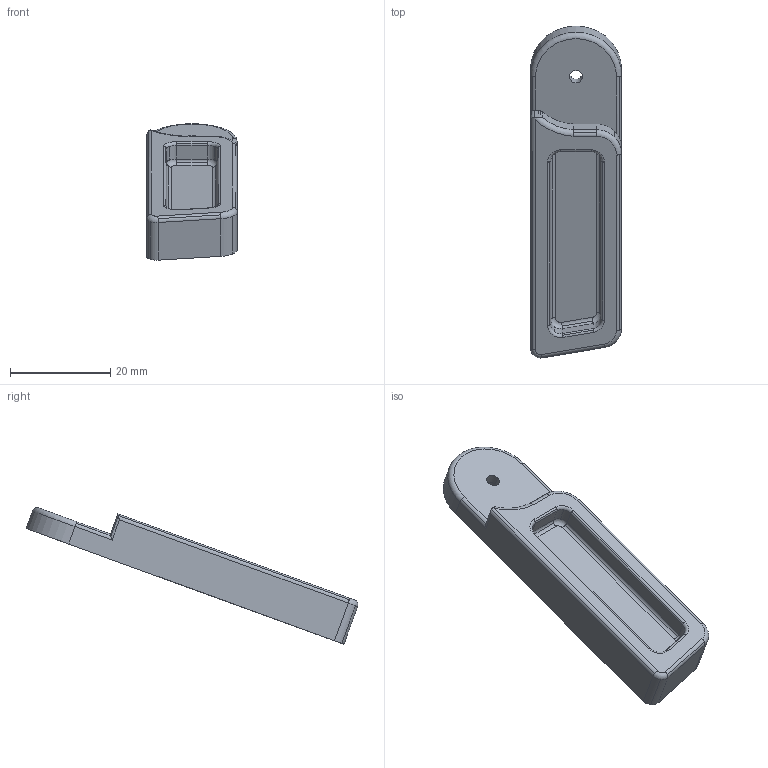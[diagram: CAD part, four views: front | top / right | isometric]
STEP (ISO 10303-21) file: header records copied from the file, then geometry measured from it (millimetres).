
FILE_DESCRIPTION(('STEP AP214'),'1');
FILE_NAME('Baseplate_L_leg.stp','2023-05-06T18:45:19',(' '),(' '),'Spatial InterOp 3D',' ',' ');
FILE_SCHEMA(('AUTOMOTIVE_DESIGN { 1 0 10303 214 1 1 1 1 }'));
Length unit declared in the file: metre
Products named in the file (1): Baseplate_L_leg
Bounding box: 18.13 x 66.22 x 27.22 mm (x, y, z)
Volume: 7353.2 mm3; surface area: 3951.7 mm2
Topology: 1 solids, 1 shells, 79 faces, 200 edges, 125 vertices
Faces by surface type: cylinder 52, plane 14, torus 13
Entity records: 2577 total; most frequent: CARTESIAN_POINT 582, DIRECTION 451, ORIENTED_EDGE 400, EDGE_CURVE 200, AXIS2_PLACEMENT_3D 185, VERTEX_POINT 125, CIRCLE 105, EDGE_LOOP 83
